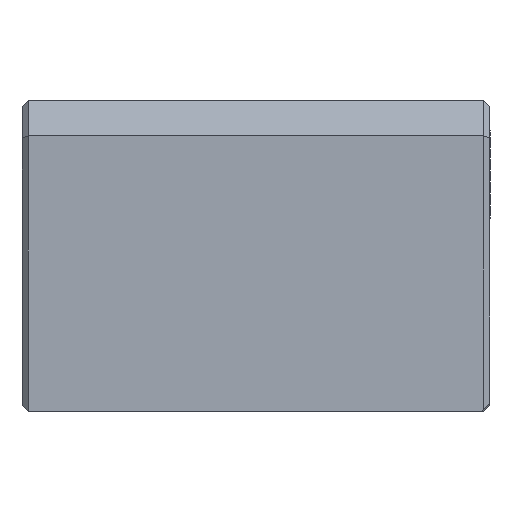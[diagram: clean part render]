
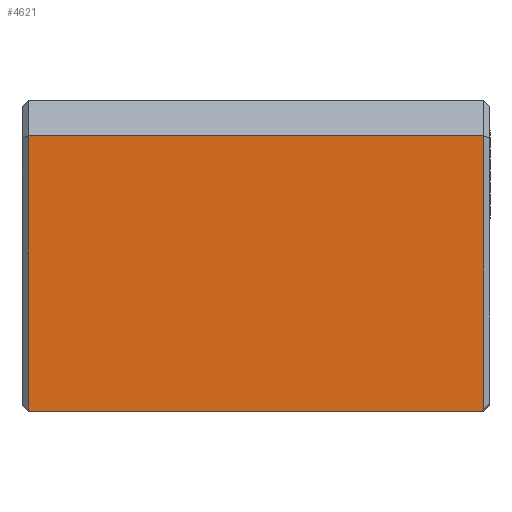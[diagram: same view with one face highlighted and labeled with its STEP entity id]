
A CAD part, left-side view. The second image highlights one B-rep face of the part: STEP entity #4621.
In plain terms, the highlighted planar face has unit normal (-1, 0, 0).
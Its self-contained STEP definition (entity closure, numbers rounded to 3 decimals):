
#594=FACE_OUTER_BOUND('',#869,.T.);
#869=EDGE_LOOP('',(#3959,#3960,#3961,#3962,#3963));
#1258=LINE('',#9535,#1686);
#1260=LINE('',#9540,#1688);
#1261=LINE('',#9541,#1689);
#1262=LINE('',#9543,#1690);
#1263=LINE('',#9544,#1691);
#1686=VECTOR('',#5741,21.49);
#1688=VECTOR('',#5745,21.59);
#1689=VECTOR('',#5746,13.075);
#1690=VECTOR('',#5747,0.141);
#1691=VECTOR('',#5748,12.975);
#2144=VERTEX_POINT('',#9425);
#2174=VERTEX_POINT('',#9534);
#2175=VERTEX_POINT('',#9538);
#2176=VERTEX_POINT('',#9539);
#2177=VERTEX_POINT('',#9542);
#2789=EDGE_CURVE('',#2144,#2174,#1258,.T.);
#2791=EDGE_CURVE('',#2175,#2176,#1260,.T.);
#2792=EDGE_CURVE('',#2175,#2144,#1261,.T.);
#2793=EDGE_CURVE('',#2174,#2177,#1262,.T.);
#2794=EDGE_CURVE('',#2177,#2176,#1263,.T.);
#3959=ORIENTED_EDGE('',*,*,#2791,.F.);
#3960=ORIENTED_EDGE('',*,*,#2792,.T.);
#3961=ORIENTED_EDGE('',*,*,#2789,.T.);
#3962=ORIENTED_EDGE('',*,*,#2793,.T.);
#3963=ORIENTED_EDGE('',*,*,#2794,.T.);
#4377=PLANE('',#4924);
#4621=ADVANCED_FACE('',(#594),#4377,.F.);
#4924=AXIS2_PLACEMENT_3D('',#9537,#5743,#5744);
#5741=DIRECTION('',(0.,-1.,0.));
#5743=DIRECTION('center_axis',(1.,0.,0.));
#5744=DIRECTION('ref_axis',(0.,0.,-1.));
#5745=DIRECTION('',(0.,-1.,0.));
#5746=DIRECTION('',(0.,0.,-1.));
#5747=DIRECTION('',(0.,-0.707,0.707));
#5748=DIRECTION('',(0.,0.,1.));
#9425=CARTESIAN_POINT('',(-15.4,100.989,-30.494));
#9534=CARTESIAN_POINT('',(-15.4,79.5,-30.494));
#9535=CARTESIAN_POINT('',(-15.4,100.989,-30.494));
#9537=CARTESIAN_POINT('Origin',(-15.4,134.817,-28.994));
#9538=CARTESIAN_POINT('',(-15.4,100.989,-17.419));
#9539=CARTESIAN_POINT('',(-15.4,79.4,-17.419));
#9540=CARTESIAN_POINT('',(-15.4,100.989,-17.419));
#9541=CARTESIAN_POINT('',(-15.4,100.989,-17.419));
#9542=CARTESIAN_POINT('',(-15.4,79.4,-30.394));
#9543=CARTESIAN_POINT('',(-15.4,79.5,-30.494));
#9544=CARTESIAN_POINT('',(-15.4,79.4,-30.394));
